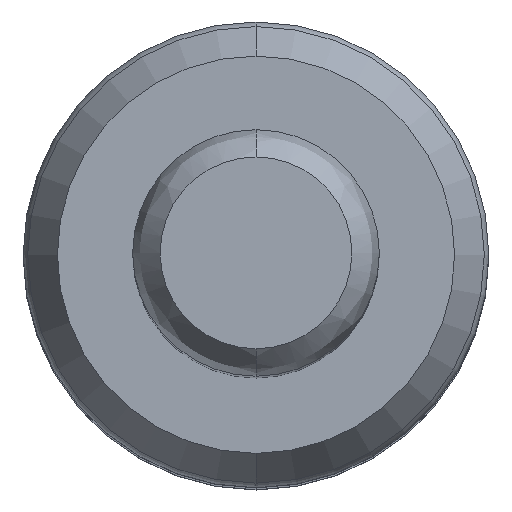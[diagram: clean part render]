
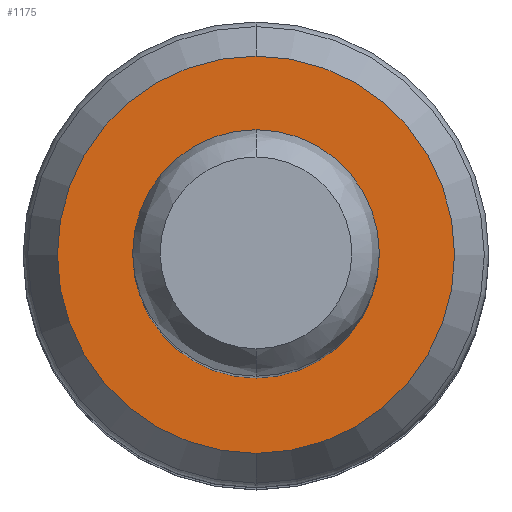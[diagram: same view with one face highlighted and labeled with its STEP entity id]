
A CAD part, top view. The second image highlights one B-rep face of the part: STEP entity #1175.
In plain terms, the highlighted planar face has unit normal (0, 0, 1).
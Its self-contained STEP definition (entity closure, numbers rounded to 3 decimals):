
#327=CARTESIAN_POINT('',(0.,0.,0.));
#328=DIRECTION('',(0.,0.,1.));
#329=DIRECTION('',(0.,1.,0.));
#330=AXIS2_PLACEMENT_3D('',#327,#328,#329);
#336=CARTESIAN_POINT('',(0.,0.,0.));
#337=DIRECTION('',(0.,0.,-1.));
#338=DIRECTION('',(0.,1.,0.));
#339=AXIS2_PLACEMENT_3D('',#336,#337,#338);
#371=CARTESIAN_POINT('',(0.,0.,0.));
#372=DIRECTION('',(0.,0.,-1.));
#373=DIRECTION('',(0.,1.,0.));
#374=AXIS2_PLACEMENT_3D('',#371,#372,#373);
#376=CARTESIAN_POINT('',(0.,0.,0.));
#377=DIRECTION('',(0.,0.,-1.));
#378=DIRECTION('',(0.,-1.,0.));
#379=AXIS2_PLACEMENT_3D('',#376,#377,#378);
#627=CARTESIAN_POINT('',(0.,1.8,0.));
#628=CARTESIAN_POINT('',(0.,-1.8,0.));
#629=VERTEX_POINT('',#627);
#630=VERTEX_POINT('',#628);
#631=CARTESIAN_POINT('',(0.,2.9,0.));
#632=CARTESIAN_POINT('',(0.,-2.9,0.));
#633=VERTEX_POINT('',#631);
#634=VERTEX_POINT('',#632);
#1160=CARTESIAN_POINT('',(0.,0.,0.));
#1161=DIRECTION('',(0.,0.,-1.));
#1162=DIRECTION('',(0.,-1.,0.));
#1163=AXIS2_PLACEMENT_3D('',#1160,#1161,#1162);
#1164=PLANE('',#1163);
#1165=ORIENTED_EDGE('',*,*,#1101,.F.);
#1166=ORIENTED_EDGE('',*,*,#1116,.T.);
#1167=EDGE_LOOP('',(#1165,#1166));
#1168=FACE_OUTER_BOUND('',#1167,.F.);
#1170=ORIENTED_EDGE('',*,*,#1169,.F.);
#1172=ORIENTED_EDGE('',*,*,#1171,.F.);
#1173=EDGE_LOOP('',(#1170,#1172));
#1174=FACE_BOUND('',#1173,.F.);
#331=CIRCLE('',#330,2.9);
#340=CIRCLE('',#339,2.9);
#375=CIRCLE('',#374,1.8);
#380=CIRCLE('',#379,1.8);
#1101=EDGE_CURVE('',#633,#634,#331,.T.);
#1116=EDGE_CURVE('',#633,#634,#340,.T.);
#1169=EDGE_CURVE('',#629,#630,#375,.T.);
#1171=EDGE_CURVE('',#630,#629,#380,.T.);
#1175=ADVANCED_FACE('',(#1168,#1174),#1164,.F.);
